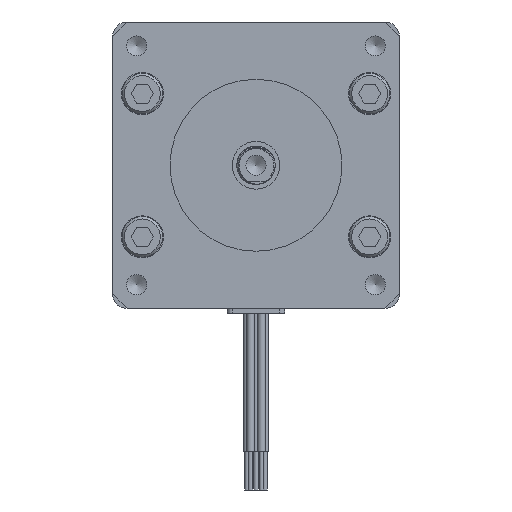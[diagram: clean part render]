
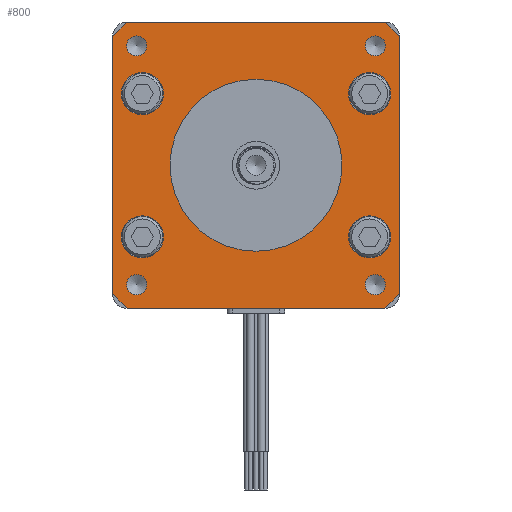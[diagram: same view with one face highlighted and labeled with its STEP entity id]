
A CAD part, front view. The second image highlights one B-rep face of the part: STEP entity #800.
In plain terms, the highlighted planar face has unit normal (0, -1, 0).
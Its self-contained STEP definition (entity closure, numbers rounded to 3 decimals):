
#800 = ADVANCED_FACE( '', ( #1708, #1709, #1710, #1711, #1712, #1713, #1714, #1715, #1716, #1717 ), #1718, .F. );
#1708 = FACE_BOUND( '', #13500, .T. );
#1709 = FACE_BOUND( '', #13501, .T. );
#1710 = FACE_BOUND( '', #13502, .T. );
#1711 = FACE_BOUND( '', #13503, .T. );
#1712 = FACE_BOUND( '', #13504, .T. );
#1713 = FACE_BOUND( '', #13505, .T. );
#1714 = FACE_BOUND( '', #13506, .T. );
#1715 = FACE_BOUND( '', #13507, .T. );
#1716 = FACE_BOUND( '', #13508, .T. );
#1717 = FACE_OUTER_BOUND( '', #13509, .T. );
#1718 = PLANE( '', #13510 );
#13500 = EDGE_LOOP( '', ( #60138 ) );
#13501 = EDGE_LOOP( '', ( #60139 ) );
#13502 = EDGE_LOOP( '', ( #60140 ) );
#13503 = EDGE_LOOP( '', ( #60141 ) );
#13504 = EDGE_LOOP( '', ( #60142 ) );
#13505 = EDGE_LOOP( '', ( #60143 ) );
#13506 = EDGE_LOOP( '', ( #60144 ) );
#13507 = EDGE_LOOP( '', ( #60145 ) );
#13508 = EDGE_LOOP( '', ( #60146 ) );
#13509 = EDGE_LOOP( '', ( #60147, #60148, #60149, #60150, #60151, #60152, #60153, #60154 ) );
#13510 = AXIS2_PLACEMENT_3D( '', #60155, #60156, #60157 );
#60138 = ORIENTED_EDGE( '', *, *, #62254, .T. );
#60139 = ORIENTED_EDGE( '', *, *, #62632, .T. );
#60140 = ORIENTED_EDGE( '', *, *, #62500, .T. );
#60141 = ORIENTED_EDGE( '', *, *, #62633, .T. );
#60142 = ORIENTED_EDGE( '', *, *, #62634, .T. );
#60143 = ORIENTED_EDGE( '', *, *, #62260, .T. );
#60144 = ORIENTED_EDGE( '', *, *, #62635, .T. );
#60145 = ORIENTED_EDGE( '', *, *, #62636, .T. );
#60146 = ORIENTED_EDGE( '', *, *, #62637, .T. );
#60147 = ORIENTED_EDGE( '', *, *, #62638, .F. );
#60148 = ORIENTED_EDGE( '', *, *, #62639, .F. );
#60149 = ORIENTED_EDGE( '', *, *, #62640, .F. );
#60150 = ORIENTED_EDGE( '', *, *, #62380, .F. );
#60151 = ORIENTED_EDGE( '', *, *, #62641, .F. );
#60152 = ORIENTED_EDGE( '', *, *, #62642, .F. );
#60153 = ORIENTED_EDGE( '', *, *, #62364, .F. );
#60154 = ORIENTED_EDGE( '', *, *, #62643, .F. );
#60155 = CARTESIAN_POINT( '', ( 0., -24., 0. ) );
#60156 = DIRECTION( '', ( 0., 1., 0. ) );
#60157 = DIRECTION( '', ( 0., 0., 1. ) );
#62254 = EDGE_CURVE( '', #63373, #63373, #63374, .T. );
#62260 = EDGE_CURVE( '', #63383, #63383, #63384, .T. );
#62364 = EDGE_CURVE( '', #63564, #63566, #63567, .T. );
#62380 = EDGE_CURVE( '', #63593, #63595, #63596, .T. );
#62500 = EDGE_CURVE( '', #63797, #63797, #63798, .T. );
#62632 = EDGE_CURVE( '', #64004, #64004, #64005, .T. );
#62633 = EDGE_CURVE( '', #64006, #64006, #64007, .T. );
#62634 = EDGE_CURVE( '', #64008, #64008, #64009, .T. );
#62635 = EDGE_CURVE( '', #64010, #64010, #64011, .T. );
#62636 = EDGE_CURVE( '', #64012, #64012, #64013, .T. );
#62637 = EDGE_CURVE( '', #64014, #64014, #64015, .T. );
#62638 = EDGE_CURVE( '', #64016, #64017, #64018, .T. );
#62639 = EDGE_CURVE( '', #64019, #64016, #64020, .T. );
#62640 = EDGE_CURVE( '', #63595, #64019, #64021, .T. );
#62641 = EDGE_CURVE( '', #64022, #63593, #64023, .T. );
#62642 = EDGE_CURVE( '', #63566, #64022, #64024, .T. );
#62643 = EDGE_CURVE( '', #64017, #63564, #64025, .T. );
#63373 = VERTEX_POINT( '', #65072 );
#63374 = CIRCLE( '', #65073, 2.1 );
#63383 = VERTEX_POINT( '', #65082 );
#63384 = CIRCLE( '', #65083, 4.4 );
#63564 = VERTEX_POINT( '', #66484 );
#63566 = VERTEX_POINT( '', #66487 );
#63567 = CIRCLE( '', #66488, 40.3 );
#63593 = VERTEX_POINT( '', #66537 );
#63595 = VERTEX_POINT( '', #66540 );
#63596 = LINE( '', #66541, #66542 );
#63797 = VERTEX_POINT( '', #66821 );
#63798 = CIRCLE( '', #66822, 2.1 );
#64004 = VERTEX_POINT( '', #67145 );
#64005 = CIRCLE( '', #67146, 2.1 );
#64006 = VERTEX_POINT( '', #67147 );
#64007 = CIRCLE( '', #67148, 4.4 );
#64008 = VERTEX_POINT( '', #67149 );
#64009 = CIRCLE( '', #67150, 4.4 );
#64010 = VERTEX_POINT( '', #67151 );
#64011 = CIRCLE( '', #67152, 4.4 );
#64012 = VERTEX_POINT( '', #67153 );
#64013 = CIRCLE( '', #67154, 2.1 );
#64014 = VERTEX_POINT( '', #67155 );
#64015 = CIRCLE( '', #67156, 18. );
#64016 = VERTEX_POINT( '', #67157 );
#64017 = VERTEX_POINT( '', #67158 );
#64018 = CIRCLE( '', #67159, 40.3 );
#64019 = VERTEX_POINT( '', #67160 );
#64020 = LINE( '', #67161, #67162 );
#64021 = CIRCLE( '', #67163, 40.3 );
#64022 = VERTEX_POINT( '', #67164 );
#64023 = CIRCLE( '', #67165, 40.3 );
#64024 = LINE( '', #67166, #67167 );
#64025 = LINE( '', #67168, #67169 );
#65072 = CARTESIAN_POINT( '', ( 22.9, -24., -25. ) );
#65073 = AXIS2_PLACEMENT_3D( '', #69985, #69986, #69987 );
#65082 = CARTESIAN_POINT( '', ( -15., -24., 19.4 ) );
#65083 = AXIS2_PLACEMENT_3D( '', #69997, #69998, #69999 );
#66484 = CARTESIAN_POINT( '', ( 26.909, -24., 30. ) );
#66487 = CARTESIAN_POINT( '', ( 30., -24., 26.909 ) );
#66488 = AXIS2_PLACEMENT_3D( '', #70145, #70146, #70147 );
#66537 = CARTESIAN_POINT( '', ( 26.909, -24., -30. ) );
#66540 = CARTESIAN_POINT( '', ( -26.909, -24., -30. ) );
#66541 = CARTESIAN_POINT( '', ( 26.909, -24., -30. ) );
#66542 = VECTOR( '', #70163, 1000. );
#66821 = CARTESIAN_POINT( '', ( -22.9, -24., 25. ) );
#66822 = AXIS2_PLACEMENT_3D( '', #70355, #70356, #70357 );
#67145 = CARTESIAN_POINT( '', ( -25., -24., -22.9 ) );
#67146 = AXIS2_PLACEMENT_3D( '', #70521, #70522, #70523 );
#67147 = CARTESIAN_POINT( '', ( 15., -24., -28.2 ) );
#67148 = AXIS2_PLACEMENT_3D( '', #70524, #70525, #70526 );
#67149 = CARTESIAN_POINT( '', ( -15., -24., -28.2 ) );
#67150 = AXIS2_PLACEMENT_3D( '', #70527, #70528, #70529 );
#67151 = CARTESIAN_POINT( '', ( 15., -24., 19.4 ) );
#67152 = AXIS2_PLACEMENT_3D( '', #70530, #70531, #70532 );
#67153 = CARTESIAN_POINT( '', ( 25., -24., 22.9 ) );
#67154 = AXIS2_PLACEMENT_3D( '', #70533, #70534, #70535 );
#67155 = CARTESIAN_POINT( '', ( 18., -24., 0. ) );
#67156 = AXIS2_PLACEMENT_3D( '', #70536, #70537, #70538 );
#67157 = CARTESIAN_POINT( '', ( -30., -24., 26.909 ) );
#67158 = CARTESIAN_POINT( '', ( -26.909, -24., 30. ) );
#67159 = AXIS2_PLACEMENT_3D( '', #70539, #70540, #70541 );
#67160 = CARTESIAN_POINT( '', ( -30., -24., -26.909 ) );
#67161 = CARTESIAN_POINT( '', ( -30., -24., -26.909 ) );
#67162 = VECTOR( '', #70542, 1000. );
#67163 = AXIS2_PLACEMENT_3D( '', #70543, #70544, #70545 );
#67164 = CARTESIAN_POINT( '', ( 30., -24., -26.909 ) );
#67165 = AXIS2_PLACEMENT_3D( '', #70546, #70547, #70548 );
#67166 = CARTESIAN_POINT( '', ( 30., -24., 26.909 ) );
#67167 = VECTOR( '', #70549, 1000. );
#67168 = CARTESIAN_POINT( '', ( -26.909, -24., 30. ) );
#67169 = VECTOR( '', #70550, 1000. );
#69985 = CARTESIAN_POINT( '', ( 25., -24., -25. ) );
#69986 = DIRECTION( '', ( 0., 1., 0. ) );
#69987 = DIRECTION( '', ( -1., 0., 0. ) );
#69997 = CARTESIAN_POINT( '', ( -15., -24., 23.8 ) );
#69998 = DIRECTION( '', ( 0., 1., 0. ) );
#69999 = DIRECTION( '', ( 0., 0., -1. ) );
#70145 = CARTESIAN_POINT( '', ( 0., -24., 0. ) );
#70146 = DIRECTION( '', ( 0., 1., 0. ) );
#70147 = DIRECTION( '', ( 1., 0., 0. ) );
#70163 = DIRECTION( '', ( -1., 0., 0. ) );
#70355 = CARTESIAN_POINT( '', ( -25., -24., 25. ) );
#70356 = DIRECTION( '', ( 0., 1., 0. ) );
#70357 = DIRECTION( '', ( 1., 0., 0. ) );
#70521 = CARTESIAN_POINT( '', ( -25., -24., -25. ) );
#70522 = DIRECTION( '', ( 0., 1., 0. ) );
#70523 = DIRECTION( '', ( 0., 0., 1. ) );
#70524 = CARTESIAN_POINT( '', ( 15., -24., -23.8 ) );
#70525 = DIRECTION( '', ( 0., 1., 0. ) );
#70526 = DIRECTION( '', ( 0., 0., -1. ) );
#70527 = CARTESIAN_POINT( '', ( -15., -24., -23.8 ) );
#70528 = DIRECTION( '', ( 0., 1., 0. ) );
#70529 = DIRECTION( '', ( 0., 0., -1. ) );
#70530 = CARTESIAN_POINT( '', ( 15., -24., 23.8 ) );
#70531 = DIRECTION( '', ( 0., 1., 0. ) );
#70532 = DIRECTION( '', ( 0., 0., -1. ) );
#70533 = CARTESIAN_POINT( '', ( 25., -24., 25. ) );
#70534 = DIRECTION( '', ( 0., 1., 0. ) );
#70535 = DIRECTION( '', ( 0., 0., -1. ) );
#70536 = CARTESIAN_POINT( '', ( 0., -24., 0. ) );
#70537 = DIRECTION( '', ( 0., 1., 0. ) );
#70538 = DIRECTION( '', ( 1., 0., 0. ) );
#70539 = CARTESIAN_POINT( '', ( 0., -24., 0. ) );
#70540 = DIRECTION( '', ( 0., 1., 0. ) );
#70541 = DIRECTION( '', ( 1., 0., 0. ) );
#70542 = DIRECTION( '', ( 0., 0., 1. ) );
#70543 = CARTESIAN_POINT( '', ( 0., -24., 0. ) );
#70544 = DIRECTION( '', ( 0., 1., 0. ) );
#70545 = DIRECTION( '', ( 1., 0., 0. ) );
#70546 = CARTESIAN_POINT( '', ( 0., -24., 0. ) );
#70547 = DIRECTION( '', ( 0., 1., 0. ) );
#70548 = DIRECTION( '', ( 1., 0., 0. ) );
#70549 = DIRECTION( '', ( 0., 0., -1. ) );
#70550 = DIRECTION( '', ( 1., 0., 0. ) );
